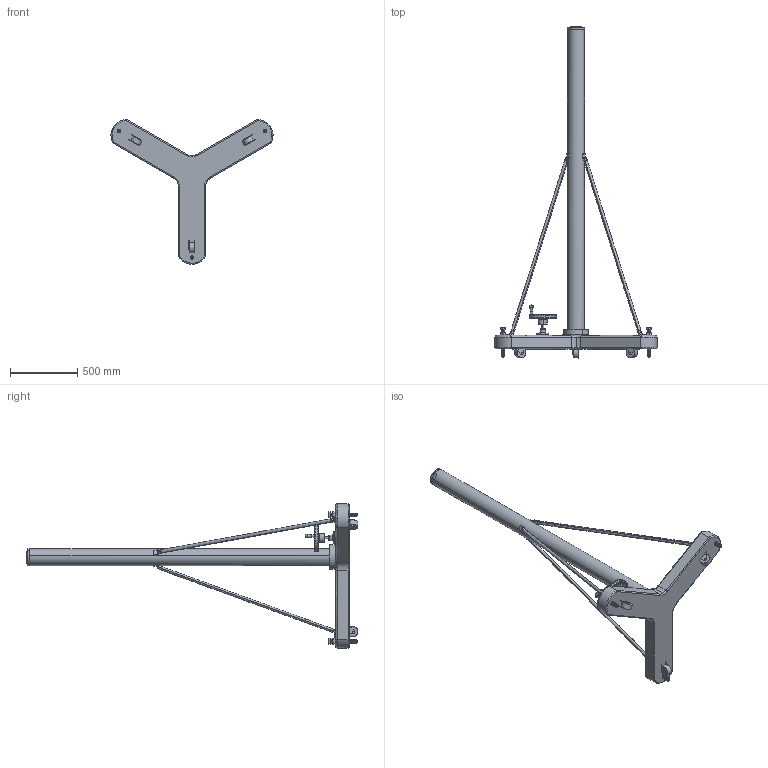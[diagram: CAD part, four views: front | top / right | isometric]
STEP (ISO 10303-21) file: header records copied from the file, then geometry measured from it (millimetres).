
FILE_DESCRIPTION (( 'STEP AP214' ), '1' );
FILE_NAME ('232-F-96.STEP', '2021-01-07T16:14:55', ( '' ), ( '' ), 'SwSTEP 2.0', 'SolidWorks 2020', '' );
FILE_SCHEMA (( 'AUTOMOTIVE_DESIGN' ));
Length unit declared in the file: inch
Products named in the file (1): 232-F-96
Bounding box: 1207.47 x 2472.54 x 1076.33 mm (x, y, z)
Surface area: 3074401.4 mm2 (no closed solid volume)
Topology: 0 solids, 19 shells, 931 faces, 2412 edges, 1532 vertices
Faces by surface type: bspline 931
Entity records: 72276 total; most frequent: CARTESIAN_POINT 56352, ORIENTED_EDGE 4744, EDGE_CURVE 2402, VERTEX_POINT 1532, B_SPLINE_CURVE_WITH_KNOTS 1326, EDGE_LOOP 998, FACE_OUTER_BOUND 931, ADVANCED_FACE 931
